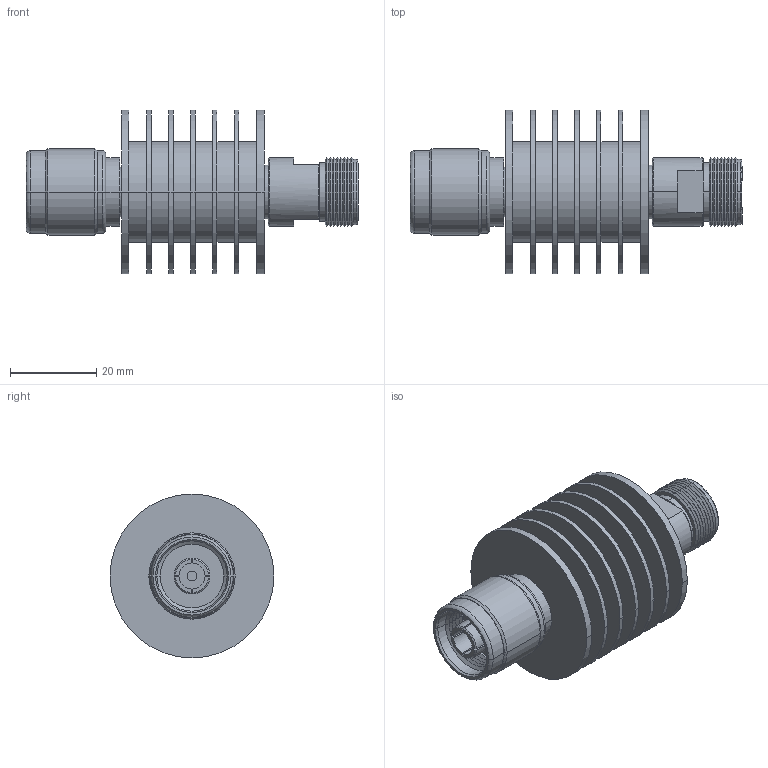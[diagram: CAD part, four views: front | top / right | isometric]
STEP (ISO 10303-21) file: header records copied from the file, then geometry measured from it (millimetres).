
FILE_DESCRIPTION (( 'STEP AP214' ), '1' );
FILE_NAME ('FMAT7607-2_3D.step', '2023-12-06T16:05:50', ( '' ), ( '' ), 'SwSTEP 2.0', 'SolidWorks 2022', '' );
FILE_SCHEMA (( 'AUTOMOTIVE_DESIGN' ));
Length unit declared in the file: inch
Products named in the file (4): N-TYPE MALE_PE7606-MA1; FMAT7607-2_3D; N-TYPE_PE7607-MA2; DTS10G_default
Assembly tree (3 placements, depth 2):
  FMAT7607-2_3D
    DTS10G_default
    N-TYPE_PE7607-MA2
    N-TYPE MALE_PE7606-MA1
Bounding box: 77 x 38 x 38 mm (x, y, z)
Volume: 28089.2 mm3; surface area: 18895.2 mm2
Topology: 3 solids, 3 shells, 204 faces, 446 edges, 274 vertices
Faces by surface type: cone 70, cylinder 66, plane 64, torus 4
Entity records: 5894 total; most frequent: DIRECTION 1090, CARTESIAN_POINT 990, ORIENTED_EDGE 892, EDGE_CURVE 446, AXIS2_PLACEMENT_3D 446, VERTEX_POINT 274, CIRCLE 236, EDGE_LOOP 230
